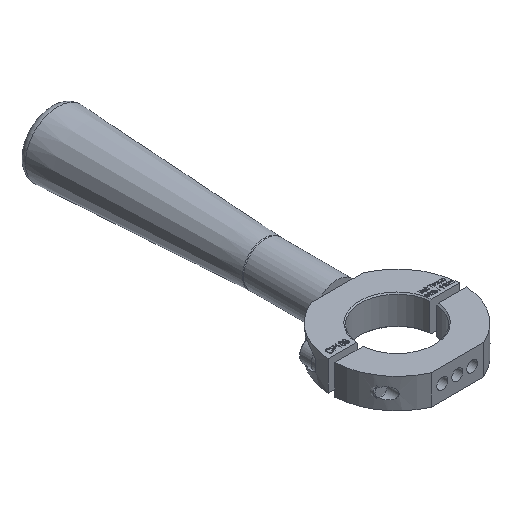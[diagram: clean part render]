
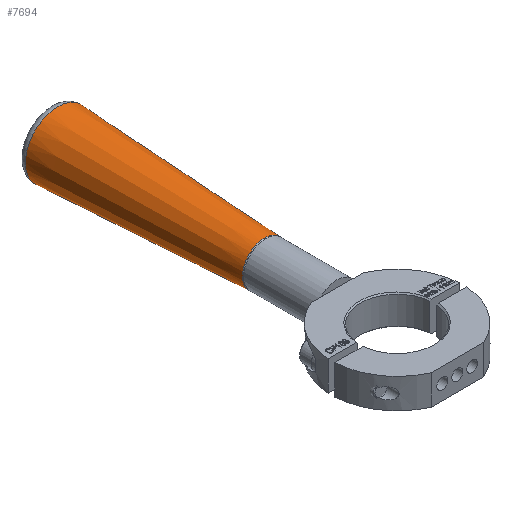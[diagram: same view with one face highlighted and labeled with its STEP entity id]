
A CAD part, isometric view. The second image highlights one B-rep face of the part: STEP entity #7694.
In plain terms, the highlighted conical face has half-angle 2.911 degrees and reference radius 14.287 mm.
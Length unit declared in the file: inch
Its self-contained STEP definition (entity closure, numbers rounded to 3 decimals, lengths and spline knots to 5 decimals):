
#145=CONICAL_SURFACE('',#8250,0.5625,0.051);
#222=CIRCLE('',#8224,0.37597);
#223=CIRCLE('',#8225,0.37597);
#227=CIRCLE('',#8230,0.55582);
#228=CIRCLE('',#8231,0.55582);
#1173=FACE_OUTER_BOUND('',#1658,.T.);
#1658=EDGE_LOOP('',(#6984,#6985,#6986,#6987,#6988,#6989));
#2341=LINE('',#14032,#3022);
#3022=VECTOR('',#9665,0.5625);
#3745=VERTEX_POINT('',#13982);
#3746=VERTEX_POINT('',#13983);
#3749=VERTEX_POINT('',#13992);
#3750=VERTEX_POINT('',#13993);
#4822=EDGE_CURVE('',#3745,#3746,#222,.T.);
#4823=EDGE_CURVE('',#3746,#3745,#223,.T.);
#4827=EDGE_CURVE('',#3749,#3750,#227,.T.);
#4828=EDGE_CURVE('',#3750,#3749,#228,.T.);
#4847=EDGE_CURVE('',#3749,#3746,#2341,.T.);
#6984=ORIENTED_EDGE('',*,*,#4827,.T.);
#6985=ORIENTED_EDGE('',*,*,#4828,.T.);
#6986=ORIENTED_EDGE('',*,*,#4847,.T.);
#6987=ORIENTED_EDGE('',*,*,#4823,.T.);
#6988=ORIENTED_EDGE('',*,*,#4822,.T.);
#6989=ORIENTED_EDGE('',*,*,#4847,.F.);
#7694=ADVANCED_FACE('',(#1173),#145,.T.);
#8224=AXIS2_PLACEMENT_3D('',#13984,#9608,#9609);
#8225=AXIS2_PLACEMENT_3D('',#13985,#9610,#9611);
#8230=AXIS2_PLACEMENT_3D('',#13994,#9620,#9621);
#8231=AXIS2_PLACEMENT_3D('',#13995,#9622,#9623);
#8250=AXIS2_PLACEMENT_3D('',#14031,#9663,#9664);
#9608=DIRECTION('center_axis',(1.,0.,0.));
#9609=DIRECTION('ref_axis',(0.,0.,1.));
#9610=DIRECTION('center_axis',(1.,0.,0.));
#9611=DIRECTION('ref_axis',(0.,0.,1.));
#9620=DIRECTION('center_axis',(-1.,0.,0.));
#9621=DIRECTION('ref_axis',(0.,0.,1.));
#9622=DIRECTION('center_axis',(-1.,0.,0.));
#9623=DIRECTION('ref_axis',(0.,0.,1.));
#9663=DIRECTION('center_axis',(1.,0.,0.));
#9664=DIRECTION('ref_axis',(0.,0.,-1.));
#9665=DIRECTION('',(-0.999,0.,-0.051));
#13982=CARTESIAN_POINT('',(0.01898,0.,-0.37597));
#13983=CARTESIAN_POINT('',(0.01898,0.,0.37597));
#13984=CARTESIAN_POINT('Origin',(0.01898,0.,0.));
#13985=CARTESIAN_POINT('Origin',(0.01898,0.,0.));
#13992=CARTESIAN_POINT('',(3.55615,0.,0.55582));
#13993=CARTESIAN_POINT('',(3.55615,0.,-0.55582));
#13994=CARTESIAN_POINT('Origin',(3.55615,0.,0.));
#13995=CARTESIAN_POINT('Origin',(3.55615,0.,0.));
#14031=CARTESIAN_POINT('Origin',(3.6875,0.,0.));
#14032=CARTESIAN_POINT('',(3.6875,0.,0.5625));
